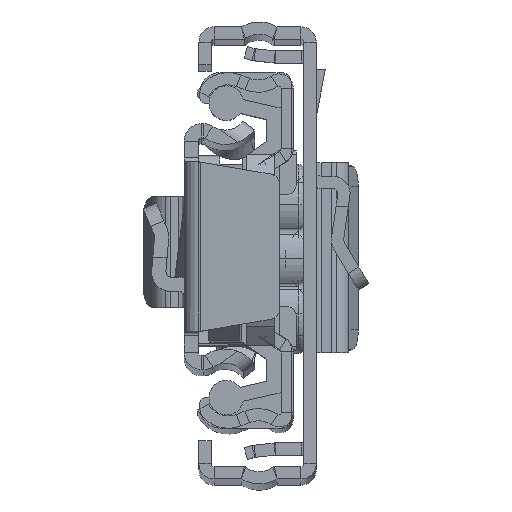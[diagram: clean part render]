
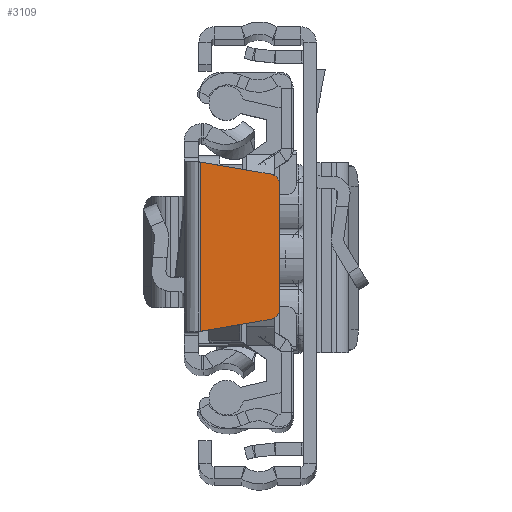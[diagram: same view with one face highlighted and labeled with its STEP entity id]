
A CAD part, top view. The second image highlights one B-rep face of the part: STEP entity #3109.
In plain terms, the highlighted planar face has unit normal (0, 0, 1).
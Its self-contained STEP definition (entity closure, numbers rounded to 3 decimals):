
#173 = VECTOR ( 'NONE', #17672, 1000. ) ;
#822 = VERTEX_POINT ( 'NONE', #19646 ) ;
#1208 = ORIENTED_EDGE ( 'NONE', *, *, #1260, .T. ) ;
#1260 = EDGE_CURVE ( 'NONE', #11104, #7815, #4325, .T. ) ;
#1359 = EDGE_LOOP ( 'NONE', ( #17004, #19152, #14482, #18290, #6209, #1208 ) ) ;
#1555 = VERTEX_POINT ( 'NONE', #8046 ) ;
#1601 = VECTOR ( 'NONE', #13003, 1000. ) ;
#2279 = VECTOR ( 'NONE', #13668, 1000. ) ;
#2400 = CARTESIAN_POINT ( 'NONE',  ( 1.6, -8.333, 0. ) ) ;
#3109 = ADVANCED_FACE ( 'NONE', ( #15958 ), #15622, .F. ) ;
#4096 = CARTESIAN_POINT ( 'NONE',  ( 9.4, 6.156, 0. ) ) ;
#4325 = LINE ( 'NONE', #6171, #173 ) ;
#4544 = DIRECTION ( 'NONE',  ( 1., 0., 0. ) ) ;
#4751 = DIRECTION ( 'NONE',  ( 0., 0., 1. ) ) ;
#5345 = EDGE_CURVE ( 'NONE', #16464, #1555, #10376, .T. ) ;
#5529 = LINE ( 'NONE', #2400, #2279 ) ;
#5599 = AXIS2_PLACEMENT_3D ( 'NONE', #17884, #11118, #4544 ) ;
#5680 = LINE ( 'NONE', #20359, #20244 ) ;
#6171 = CARTESIAN_POINT ( 'NONE',  ( 1.5, 8.35, 0. ) ) ;
#6209 = ORIENTED_EDGE ( 'NONE', *, *, #11292, .T. ) ;
#6685 = LINE ( 'NONE', #14651, #1601 ) ;
#7577 = CARTESIAN_POINT ( 'NONE',  ( 8.4, 6.156, 0. ) ) ;
#7729 = CARTESIAN_POINT ( 'NONE',  ( 1.6, 8.333, 0. ) ) ;
#7764 = CARTESIAN_POINT ( 'NONE',  ( 8.568, -7.142, 0. ) ) ;
#7815 = VERTEX_POINT ( 'NONE', #7729 ) ;
#8046 = CARTESIAN_POINT ( 'NONE',  ( 9.4, -6.156, 0. ) ) ;
#9603 = AXIS2_PLACEMENT_3D ( 'NONE', #7577, #20750, #10809 ) ;
#9840 = EDGE_CURVE ( 'NONE', #1555, #18872, #5680, .T. ) ;
#10376 = CIRCLE ( 'NONE', #13531, 1. ) ;
#10809 = DIRECTION ( 'NONE',  ( 1., 0., 0. ) ) ;
#11104 = VERTEX_POINT ( 'NONE', #16376 ) ;
#11118 = DIRECTION ( 'NONE',  ( 0., 0., 1. ) ) ;
#11292 = EDGE_CURVE ( 'NONE', #18872, #11104, #14964, .T. ) ;
#11528 = DIRECTION ( 'NONE',  ( 1., 0., 0. ) ) ;
#13003 = DIRECTION ( 'NONE',  ( 0.986, 0.168, 0. ) ) ;
#13283 = CARTESIAN_POINT ( 'NONE',  ( 8.4, -6.156, 0. ) ) ;
#13531 = AXIS2_PLACEMENT_3D ( 'NONE', #13283, #4751, #11528 ) ;
#13668 = DIRECTION ( 'NONE',  ( 0., -1., 0. ) ) ;
#14482 = ORIENTED_EDGE ( 'NONE', *, *, #5345, .T. ) ;
#14651 = CARTESIAN_POINT ( 'NONE',  ( 8.568, -7.142, 0. ) ) ;
#14964 = CIRCLE ( 'NONE', #5599, 1. ) ;
#15622 = PLANE ( 'NONE',  #9603 ) ;
#15958 = FACE_OUTER_BOUND ( 'NONE', #1359, .T. ) ;
#16376 = CARTESIAN_POINT ( 'NONE',  ( 8.568, 7.142, 0. ) ) ;
#16464 = VERTEX_POINT ( 'NONE', #7764 ) ;
#17004 = ORIENTED_EDGE ( 'NONE', *, *, #18477, .T. ) ;
#17672 = DIRECTION ( 'NONE',  ( -0.986, 0.168, 0. ) ) ;
#17884 = CARTESIAN_POINT ( 'NONE',  ( 8.4, 6.156, 0. ) ) ;
#18290 = ORIENTED_EDGE ( 'NONE', *, *, #9840, .T. ) ;
#18477 = EDGE_CURVE ( 'NONE', #7815, #822, #5529, .T. ) ;
#18804 = EDGE_CURVE ( 'NONE', #822, #16464, #6685, .T. ) ;
#18872 = VERTEX_POINT ( 'NONE', #4096 ) ;
#18939 = DIRECTION ( 'NONE',  ( 0., 1., 0. ) ) ;
#19152 = ORIENTED_EDGE ( 'NONE', *, *, #18804, .T. ) ;
#19646 = CARTESIAN_POINT ( 'NONE',  ( 1.6, -8.333, 0. ) ) ;
#20244 = VECTOR ( 'NONE', #18939, 1000. ) ;
#20359 = CARTESIAN_POINT ( 'NONE',  ( 9.4, 6.156, 0. ) ) ;
#20750 = DIRECTION ( 'NONE',  ( 0., 0., -1. ) ) ;
